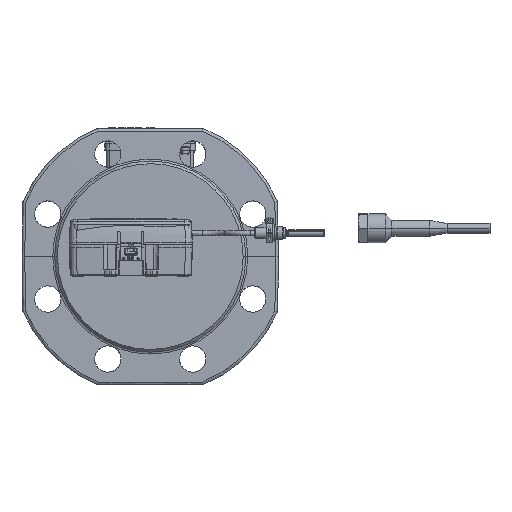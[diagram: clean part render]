
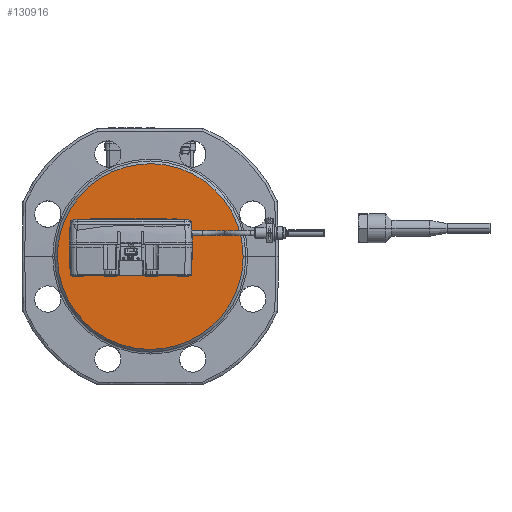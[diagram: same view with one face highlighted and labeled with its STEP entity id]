
A CAD part, left-side view. The second image highlights one B-rep face of the part: STEP entity #130916.
In plain terms, the highlighted planar face has unit normal (-1, 0, 0).
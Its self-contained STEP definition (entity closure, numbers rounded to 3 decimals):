
#130851=CARTESIAN_POINT('Axis2P3D Location',(-47.797,248.34,-185.112)) ;
#130857=CARTESIAN_POINT('Control Point',(-47.797,83.02,-92.5)) ;
#130858=CARTESIAN_POINT('Control Point',(-47.797,83.02,-86.085)) ;
#130859=CARTESIAN_POINT('Control Point',(-47.797,83.788,-79.67)) ;
#130860=CARTESIAN_POINT('Control Point',(-47.797,85.324,-73.377)) ;
#130861=CARTESIAN_POINT('Control Point',(-47.797,89.873,-61.283)) ;
#130862=CARTESIAN_POINT('Control Point',(-47.797,97.148,-50.604)) ;
#130863=CARTESIAN_POINT('Control Point',(-47.797,101.411,-45.727)) ;
#130864=CARTESIAN_POINT('Control Point',(-47.797,111.02,-37.089)) ;
#130865=CARTESIAN_POINT('Control Point',(-47.797,122.398,-30.963)) ;
#130866=CARTESIAN_POINT('Control Point',(-47.797,128.428,-28.599)) ;
#130867=CARTESIAN_POINT('Control Point',(-47.797,140.937,-25.361)) ;
#130868=CARTESIAN_POINT('Control Point',(-47.797,153.858,-25.167)) ;
#130869=CARTESIAN_POINT('Control Point',(-47.797,160.299,-25.847)) ;
#130870=CARTESIAN_POINT('Control Point',(-47.797,172.893,-28.737)) ;
#130871=CARTESIAN_POINT('Control Point',(-47.797,184.45,-34.518)) ;
#130872=CARTESIAN_POINT('Control Point',(-47.797,189.853,-38.09)) ;
#130873=CARTESIAN_POINT('Control Point',(-47.797,199.699,-46.458)) ;
#130874=CARTESIAN_POINT('Control Point',(-47.797,207.291,-56.914)) ;
#130875=CARTESIAN_POINT('Control Point',(-47.797,210.441,-62.574)) ;
#130876=CARTESIAN_POINT('Control Point',(-47.797,214.25,-71.908)) ;
#130877=CARTESIAN_POINT('Control Point',(-47.797,216.257,-81.737)) ;
#130878=CARTESIAN_POINT('Control Point',(-47.797,216.739,-85.311)) ;
#130879=CARTESIAN_POINT('Control Point',(-47.797,216.98,-88.905)) ;
#130880=CARTESIAN_POINT('Control Point',(-47.797,216.98,-92.5)) ;
#130881=CARTESIAN_POINT('Vertex',(-47.797,83.02,-92.5)) ;
#130883=CARTESIAN_POINT('Vertex',(-47.797,216.98,-92.5)) ;
#130887=CARTESIAN_POINT('Control Point',(-47.797,216.98,-92.5)) ;
#130888=CARTESIAN_POINT('Control Point',(-47.797,216.98,-98.915)) ;
#130889=CARTESIAN_POINT('Control Point',(-47.797,216.212,-105.33)) ;
#130890=CARTESIAN_POINT('Control Point',(-47.797,214.676,-111.623)) ;
#130891=CARTESIAN_POINT('Control Point',(-47.797,210.127,-123.717)) ;
#130892=CARTESIAN_POINT('Control Point',(-47.797,202.852,-134.396)) ;
#130893=CARTESIAN_POINT('Control Point',(-47.797,198.589,-139.273)) ;
#130894=CARTESIAN_POINT('Control Point',(-47.797,188.98,-147.911)) ;
#130895=CARTESIAN_POINT('Control Point',(-47.797,177.602,-154.037)) ;
#130896=CARTESIAN_POINT('Control Point',(-47.797,171.572,-156.401)) ;
#130897=CARTESIAN_POINT('Control Point',(-47.797,159.063,-159.639)) ;
#130898=CARTESIAN_POINT('Control Point',(-47.797,146.142,-159.833)) ;
#130899=CARTESIAN_POINT('Control Point',(-47.797,139.701,-159.153)) ;
#130900=CARTESIAN_POINT('Control Point',(-47.797,127.107,-156.263)) ;
#130901=CARTESIAN_POINT('Control Point',(-47.797,115.55,-150.482)) ;
#130902=CARTESIAN_POINT('Control Point',(-47.797,110.147,-146.91)) ;
#130903=CARTESIAN_POINT('Control Point',(-47.797,100.301,-138.542)) ;
#130904=CARTESIAN_POINT('Control Point',(-47.797,92.709,-128.086)) ;
#130905=CARTESIAN_POINT('Control Point',(-47.797,89.559,-122.426)) ;
#130906=CARTESIAN_POINT('Control Point',(-47.797,85.75,-113.092)) ;
#130907=CARTESIAN_POINT('Control Point',(-47.797,83.743,-103.263)) ;
#130908=CARTESIAN_POINT('Control Point',(-47.797,83.261,-99.689)) ;
#130909=CARTESIAN_POINT('Control Point',(-47.797,83.02,-96.095)) ;
#130910=CARTESIAN_POINT('Control Point',(-47.797,83.02,-92.5)) ;
#130852=DIRECTION('Axis2P3D Direction',(1.,0.,0.)) ;
#130853=DIRECTION('Axis2P3D XDirection',(0.,1.,0.)) ;
#130854=AXIS2_PLACEMENT_3D('Plane Axis2P3D',#130851,#130852,#130853) ;
#130855=PLANE('',#130854) ;
#130885=EDGE_CURVE('',#130882,#130884,#130856,.T.) ;
#130911=EDGE_CURVE('',#130884,#130882,#130886,.T.) ;
#130913=ORIENTED_EDGE('',*,*,#130885,.T.) ;
#130914=ORIENTED_EDGE('',*,*,#130911,.T.) ;
#130912=EDGE_LOOP('',(#130913,#130914)) ;
#130882=VERTEX_POINT('',#130881) ;
#130884=VERTEX_POINT('',#130883) ;
#130916=ADVANCED_FACE('750711 - TST',(#130915),#130855,.F.) ;
#130856=B_SPLINE_CURVE_WITH_KNOTS('',5,(#130857,#130858,#130859,#130860,#130861,#130862,#130863,#130864,#130865,#130866,#130867,#130868,#130869,#130870,#130871,#130872,#130873,#130874,#130875,#130876,#130877,#130878,#130879,#130880),.UNSPECIFIED.,.F.,.U.,(6,3,3,3,3,3,3,6),(0.,45.361,90.721,136.082,181.443,226.803,272.164,297.582),.UNSPECIFIED.) ;
#130886=B_SPLINE_CURVE_WITH_KNOTS('',5,(#130887,#130888,#130889,#130890,#130891,#130892,#130893,#130894,#130895,#130896,#130897,#130898,#130899,#130900,#130901,#130902,#130903,#130904,#130905,#130906,#130907,#130908,#130909,#130910),.UNSPECIFIED.,.F.,.U.,(6,3,3,3,3,3,3,6),(0.,45.361,90.721,136.082,181.443,226.803,272.164,297.582),.UNSPECIFIED.) ;
#130915=FACE_OUTER_BOUND('',#130912,.T.) ;
